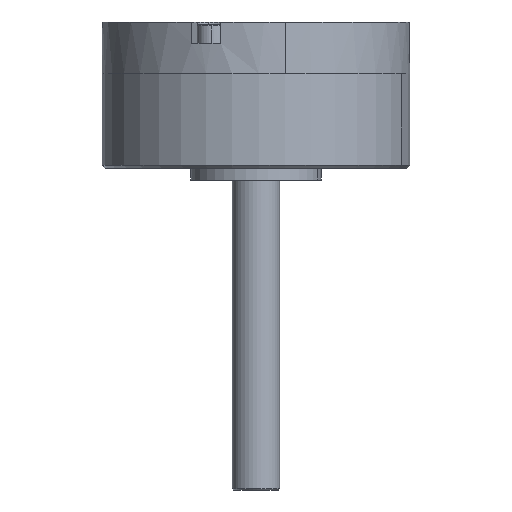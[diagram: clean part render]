
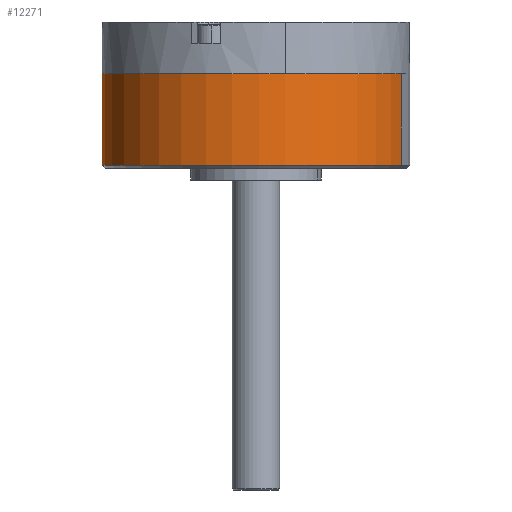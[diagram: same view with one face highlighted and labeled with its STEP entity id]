
A CAD part, left-side view. The second image highlights one B-rep face of the part: STEP entity #12271.
In plain terms, the highlighted cylindrical face has radius 41.275 mm (diameter 82.55 mm), a partial arc.
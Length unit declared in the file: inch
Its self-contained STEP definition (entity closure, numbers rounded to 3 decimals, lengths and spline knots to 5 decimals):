
#458 = CARTESIAN_POINT ( 'NONE',  ( -1.625, 0., 0.96875 ) ) ;
#892 = CIRCLE ( 'NONE', #943, 1.625 ) ;
#910 = CARTESIAN_POINT ( 'NONE',  ( 1.625, 0., 0.96875 ) ) ;
#940 = DIRECTION ( 'NONE',  ( -1., 0., 0. ) ) ;
#941 = DIRECTION ( 'NONE',  ( 0., 0., -1. ) ) ;
#942 = CARTESIAN_POINT ( 'NONE',  ( 0., 0., 0.96875 ) ) ;
#943 = AXIS2_PLACEMENT_3D ( 'NONE', #942, #941, #940 ) ;
#2680 = CARTESIAN_POINT ( 'NONE',  ( -1.625, 0., 0. ) ) ;
#2681 = LINE ( 'NONE', #2680, #2749 ) ;
#2708 = LINE ( 'NONE', #2743, #2751 ) ;
#2725 = CIRCLE ( 'NONE', #2775, 1.625 ) ;
#2727 = CARTESIAN_POINT ( 'NONE',  ( -1.625, 0., 0. ) ) ;
#2735 = CARTESIAN_POINT ( 'NONE',  ( 0., 0., 0. ) ) ;
#2743 = CARTESIAN_POINT ( 'NONE',  ( 1.625, 0., 0. ) ) ;
#2744 = DIRECTION ( 'NONE',  ( 0., 0., 1. ) ) ;
#2749 = VECTOR ( 'NONE', #2744, 39.37008 ) ;
#2750 = DIRECTION ( 'NONE',  ( 0., 0., 1. ) ) ;
#2751 = VECTOR ( 'NONE', #2750, 39.37008 ) ;
#2760 = DIRECTION ( 'NONE',  ( 1., 0., 0. ) ) ;
#2765 = FACE_OUTER_BOUND ( 'NONE', #12267, .T. ) ;
#2771 = DIRECTION ( 'NONE',  ( 0., 0., 1. ) ) ;
#2773 = DIRECTION ( 'NONE',  ( -1., 0., 0. ) ) ;
#2774 = DIRECTION ( 'NONE',  ( 0., 0., 1. ) ) ;
#2775 = AXIS2_PLACEMENT_3D ( 'NONE', #2735, #2774, #2773 ) ;
#2777 = CARTESIAN_POINT ( 'NONE',  ( 0., 0., 0. ) ) ;
#2778 = AXIS2_PLACEMENT_3D ( 'NONE', #2777, #2771, #2760 ) ;
#2779 = CYLINDRICAL_SURFACE ( 'NONE', #2778, 1.625 ) ;
#2782 = CARTESIAN_POINT ( 'NONE',  ( 1.625, 0., 0. ) ) ;
#11132 = VERTEX_POINT ( 'NONE', #458 ) ;
#11389 = VERTEX_POINT ( 'NONE', #910 ) ;
#11405 = EDGE_CURVE ( 'NONE', #11132, #11389, #892, .T. ) ;
#12156 = ORIENTED_EDGE ( 'NONE', *, *, #12248, .T. ) ;
#12248 = EDGE_CURVE ( 'NONE', #12264, #11132, #2681, .T. ) ;
#12250 = ORIENTED_EDGE ( 'NONE', *, *, #12251, .F. ) ;
#12251 = EDGE_CURVE ( 'NONE', #12263, #11389, #2708, .T. ) ;
#12253 = ORIENTED_EDGE ( 'NONE', *, *, #11405, .T. ) ;
#12263 = VERTEX_POINT ( 'NONE', #2782 ) ;
#12264 = VERTEX_POINT ( 'NONE', #2727 ) ;
#12265 = EDGE_CURVE ( 'NONE', #12263, #12264, #2725, .T. ) ;
#12267 = EDGE_LOOP ( 'NONE', ( #12268, #12156, #12253, #12250 ) ) ;
#12268 = ORIENTED_EDGE ( 'NONE', *, *, #12265, .T. ) ;
#12271 = ADVANCED_FACE ( 'NONE', ( #2765 ), #2779, .T. ) ;
